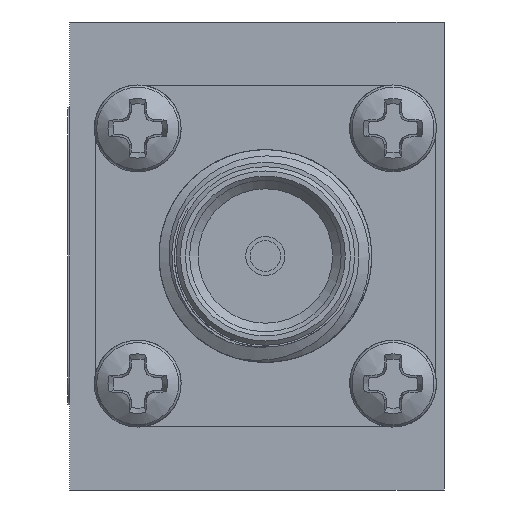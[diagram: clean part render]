
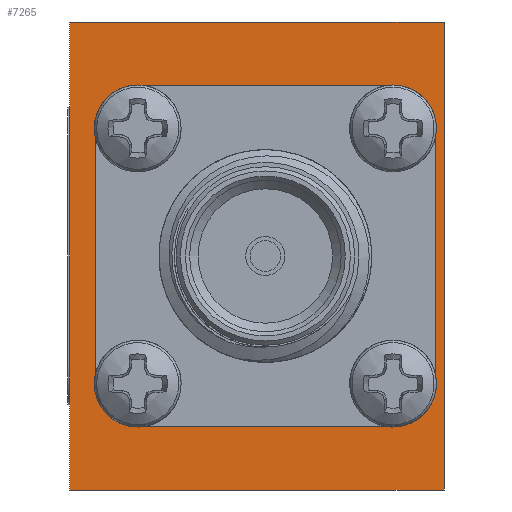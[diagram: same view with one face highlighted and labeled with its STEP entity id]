
A CAD part, left-side view. The second image highlights one B-rep face of the part: STEP entity #7265.
In plain terms, the highlighted planar face has unit normal (-1, 0, 0).
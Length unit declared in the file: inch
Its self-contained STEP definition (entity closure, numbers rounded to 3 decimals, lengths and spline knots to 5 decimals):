
#229 = AXIS2_PLACEMENT_3D ( 'NONE', #5837, #5776, #2073 ) ;
#294 = VECTOR ( 'NONE', #10617, 39.37008 ) ;
#412 = ORIENTED_EDGE ( 'NONE', *, *, #3630, .T. ) ;
#438 = CIRCLE ( 'NONE', #7120, 0.05 ) ;
#464 = LINE ( 'NONE', #4164, #6154 ) ;
#759 = VERTEX_POINT ( 'NONE', #3402 ) ;
#822 = DIRECTION ( 'NONE',  ( 0., 0., -1. ) ) ;
#983 = FACE_OUTER_BOUND ( 'NONE', #9763, .T. ) ;
#997 = EDGE_CURVE ( 'NONE', #10996, #5384, #6860, .T. ) ;
#1196 = ORIENTED_EDGE ( 'NONE', *, *, #9133, .T. ) ;
#1500 = LINE ( 'NONE', #2560, #294 ) ;
#1607 = AXIS2_PLACEMENT_3D ( 'NONE', #5354, #1651, #4339 ) ;
#1625 = VERTEX_POINT ( 'NONE', #6109 ) ;
#1651 = DIRECTION ( 'NONE',  ( 1., 0., 0. ) ) ;
#1701 = CARTESIAN_POINT ( 'NONE',  ( -0.8, 0.19, -0.15 ) ) ;
#1889 = DIRECTION ( 'NONE',  ( 0., 1., 0. ) ) ;
#1916 = CARTESIAN_POINT ( 'NONE',  ( -0.8, -0.21, -0.15 ) ) ;
#1964 = ORIENTED_EDGE ( 'NONE', *, *, #8738, .F. ) ;
#1966 = VECTOR ( 'NONE', #2791, 39.37008 ) ;
#1971 = AXIS2_PLACEMENT_3D ( 'NONE', #7531, #4818, #1889 ) ;
#2073 = DIRECTION ( 'NONE',  ( 0., 0., 1. ) ) ;
#2086 = EDGE_CURVE ( 'NONE', #11631, #4823, #1500, .T. ) ;
#2333 = CIRCLE ( 'NONE', #3855, 0.05 ) ;
#2373 = LINE ( 'NONE', #9686, #8084 ) ;
#2560 = CARTESIAN_POINT ( 'NONE',  ( -0.8, -0.22, 0.275 ) ) ;
#2791 = DIRECTION ( 'NONE',  ( 0., -1., 0. ) ) ;
#2980 = ORIENTED_EDGE ( 'NONE', *, *, #8986, .T. ) ;
#3069 = ORIENTED_EDGE ( 'NONE', *, *, #8797, .F. ) ;
#3393 = VECTOR ( 'NONE', #9611, 39.37008 ) ;
#3402 = CARTESIAN_POINT ( 'NONE',  ( -0.8, -0.16, -0.2 ) ) ;
#3630 = EDGE_CURVE ( 'NONE', #1625, #10720, #10186, .T. ) ;
#3801 = CARTESIAN_POINT ( 'NONE',  ( -0.8, 0.14, -0.15 ) ) ;
#3806 = CARTESIAN_POINT ( 'NONE',  ( -0.8, 0.22, 0.275 ) ) ;
#3828 = VERTEX_POINT ( 'NONE', #1701 ) ;
#3852 = DIRECTION ( 'NONE',  ( 0., 0., 1. ) ) ;
#3855 = AXIS2_PLACEMENT_3D ( 'NONE', #3801, #5534, #3852 ) ;
#4164 = CARTESIAN_POINT ( 'NONE',  ( -0.8, -0.21, 0.2 ) ) ;
#4339 = DIRECTION ( 'NONE',  ( 0., 0., 1. ) ) ;
#4531 = CARTESIAN_POINT ( 'NONE',  ( -0.8, -0.22, -0.275 ) ) ;
#4532 = LINE ( 'NONE', #10116, #8858 ) ;
#4795 = VERTEX_POINT ( 'NONE', #10366 ) ;
#4818 = DIRECTION ( 'NONE',  ( 1., 0., 0. ) ) ;
#4823 = VERTEX_POINT ( 'NONE', #8523 ) ;
#4843 = VECTOR ( 'NONE', #6246, 39.37008 ) ;
#5354 = CARTESIAN_POINT ( 'NONE',  ( -0.8, -0.16, 0.15 ) ) ;
#5384 = VERTEX_POINT ( 'NONE', #4531 ) ;
#5412 = CARTESIAN_POINT ( 'NONE',  ( -0.8, 0.22, 0.275 ) ) ;
#5436 = ORIENTED_EDGE ( 'NONE', *, *, #5838, .T. ) ;
#5534 = DIRECTION ( 'NONE',  ( 1., 0., 0. ) ) ;
#5776 = DIRECTION ( 'NONE',  ( 1., 0., 0. ) ) ;
#5837 = CARTESIAN_POINT ( 'NONE',  ( -0.8, 0.14, 0.15 ) ) ;
#5838 = EDGE_CURVE ( 'NONE', #4795, #10814, #8330, .T. ) ;
#6003 = CARTESIAN_POINT ( 'NONE',  ( -0.8, 0.14, 0.2 ) ) ;
#6021 = DIRECTION ( 'NONE',  ( 0., 1., 0. ) ) ;
#6109 = CARTESIAN_POINT ( 'NONE',  ( -0.8, 0.19, 0.15 ) ) ;
#6127 = DIRECTION ( 'NONE',  ( 0., 0., 1. ) ) ;
#6154 = VECTOR ( 'NONE', #11378, 39.37008 ) ;
#6246 = DIRECTION ( 'NONE',  ( 0., 0., -1. ) ) ;
#6492 = EDGE_LOOP ( 'NONE', ( #8481, #5436, #10197, #2980, #3069, #11864, #8147, #412 ) ) ;
#6552 = FACE_BOUND ( 'NONE', #6492, .T. ) ;
#6860 = LINE ( 'NONE', #10467, #3393 ) ;
#6921 = CARTESIAN_POINT ( 'NONE',  ( -0.8, -0.16, -0.15 ) ) ;
#7058 = EDGE_CURVE ( 'NONE', #11491, #10814, #464, .T. ) ;
#7120 = AXIS2_PLACEMENT_3D ( 'NONE', #6921, #10589, #6127 ) ;
#7121 = CARTESIAN_POINT ( 'NONE',  ( -0.8, 0.19, 0.2 ) ) ;
#7265 = ADVANCED_FACE ( 'NONE', ( #6552, #983 ), #10102, .F. ) ;
#7282 = LINE ( 'NONE', #5412, #4843 ) ;
#7531 = CARTESIAN_POINT ( 'NONE',  ( -0.8, -0.22, 0.275 ) ) ;
#7571 = LINE ( 'NONE', #7121, #9618 ) ;
#7947 = CARTESIAN_POINT ( 'NONE',  ( -0.8, -0.21, 0.15 ) ) ;
#8084 = VECTOR ( 'NONE', #6021, 39.37008 ) ;
#8147 = ORIENTED_EDGE ( 'NONE', *, *, #8356, .F. ) ;
#8330 = CIRCLE ( 'NONE', #1607, 0.05 ) ;
#8356 = EDGE_CURVE ( 'NONE', #1625, #3828, #7571, .T. ) ;
#8481 = ORIENTED_EDGE ( 'NONE', *, *, #10126, .F. ) ;
#8523 = CARTESIAN_POINT ( 'NONE',  ( -0.8, -0.22, 0.275 ) ) ;
#8738 = EDGE_CURVE ( 'NONE', #4823, #5384, #4532, .T. ) ;
#8797 = EDGE_CURVE ( 'NONE', #11092, #759, #9989, .T. ) ;
#8858 = VECTOR ( 'NONE', #822, 39.37008 ) ;
#8986 = EDGE_CURVE ( 'NONE', #11491, #759, #438, .T. ) ;
#9133 = EDGE_CURVE ( 'NONE', #11631, #10996, #7282, .T. ) ;
#9611 = DIRECTION ( 'NONE',  ( 0., -1., 0. ) ) ;
#9618 = VECTOR ( 'NONE', #9654, 39.37008 ) ;
#9654 = DIRECTION ( 'NONE',  ( 0., 0., -1. ) ) ;
#9686 = CARTESIAN_POINT ( 'NONE',  ( -0.8, 0.19, 0.2 ) ) ;
#9763 = EDGE_LOOP ( 'NONE', ( #11811, #1964, #11796, #1196 ) ) ;
#9989 = LINE ( 'NONE', #11024, #1966 ) ;
#10102 = PLANE ( 'NONE',  #1971 ) ;
#10116 = CARTESIAN_POINT ( 'NONE',  ( -0.8, -0.22, 0.275 ) ) ;
#10126 = EDGE_CURVE ( 'NONE', #4795, #10720, #2373, .T. ) ;
#10186 = CIRCLE ( 'NONE', #229, 0.05 ) ;
#10197 = ORIENTED_EDGE ( 'NONE', *, *, #7058, .F. ) ;
#10211 = CARTESIAN_POINT ( 'NONE',  ( -0.8, 0.22, -0.275 ) ) ;
#10331 = CARTESIAN_POINT ( 'NONE',  ( -0.8, 0.14, -0.2 ) ) ;
#10366 = CARTESIAN_POINT ( 'NONE',  ( -0.8, -0.16, 0.2 ) ) ;
#10467 = CARTESIAN_POINT ( 'NONE',  ( -0.8, -0.22, -0.275 ) ) ;
#10589 = DIRECTION ( 'NONE',  ( 1., 0., 0. ) ) ;
#10617 = DIRECTION ( 'NONE',  ( 0., -1., 0. ) ) ;
#10622 = EDGE_CURVE ( 'NONE', #11092, #3828, #2333, .T. ) ;
#10720 = VERTEX_POINT ( 'NONE', #6003 ) ;
#10814 = VERTEX_POINT ( 'NONE', #7947 ) ;
#10996 = VERTEX_POINT ( 'NONE', #10211 ) ;
#11024 = CARTESIAN_POINT ( 'NONE',  ( -0.8, 0.19, -0.2 ) ) ;
#11092 = VERTEX_POINT ( 'NONE', #10331 ) ;
#11378 = DIRECTION ( 'NONE',  ( 0., 0., 1. ) ) ;
#11491 = VERTEX_POINT ( 'NONE', #1916 ) ;
#11631 = VERTEX_POINT ( 'NONE', #3806 ) ;
#11796 = ORIENTED_EDGE ( 'NONE', *, *, #2086, .F. ) ;
#11811 = ORIENTED_EDGE ( 'NONE', *, *, #997, .T. ) ;
#11864 = ORIENTED_EDGE ( 'NONE', *, *, #10622, .T. ) ;
